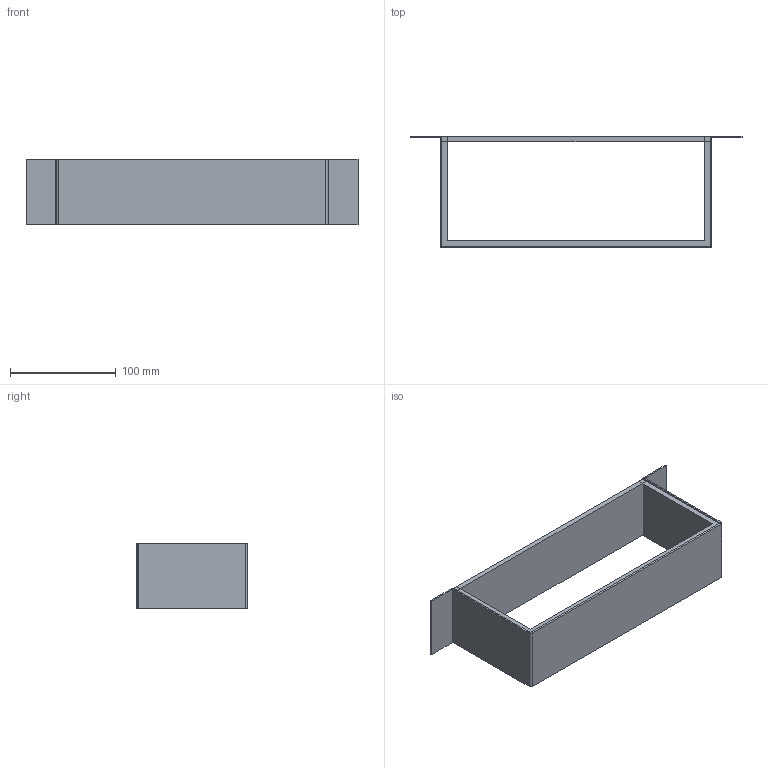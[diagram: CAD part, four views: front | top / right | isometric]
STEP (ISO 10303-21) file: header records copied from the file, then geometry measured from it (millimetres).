
FILE_DESCRIPTION (( 'STEP AP214' ), '1' );
FILE_NAME ('7216410.stp', '2017-05-18T10:50:01', ( '' ), ( '' ), 'SwSTEP 2.0', 'SolidWorks 2016', '' );
FILE_SCHEMA (( 'AUTOMOTIVE_DESIGN' ));
Length unit declared in the file: millimetre
Products named in the file (4): P_7215432T1_1_f〉 BSKM100250 UT; 039619T1_F〉 Kanal 100250; 7216410; P_7215432T1_1_F〉 BSKM100250 OT
Assembly tree (3 placements, depth 2):
  7216410
    039619T1_F〉 Kanal 100250
    P_7215432T1_1_f〉 BSKM100250 UT
    P_7215432T1_1_F〉 BSKM100250 OT
Bounding box: 314 x 105.4 x 62 mm (x, y, z)
Volume: 256897.3 mm3; surface area: 158997.8 mm2
Topology: 3 solids, 3 shells, 58 faces, 124 edges, 72 vertices
Faces by surface type: plane 46, cylinder 12
Entity records: 1670 total; most frequent: DIRECTION 276, CARTESIAN_POINT 260, ORIENTED_EDGE 248, EDGE_CURVE 124, VECTOR 100, LINE 100, AXIS2_PLACEMENT_3D 88, VERTEX_POINT 72
